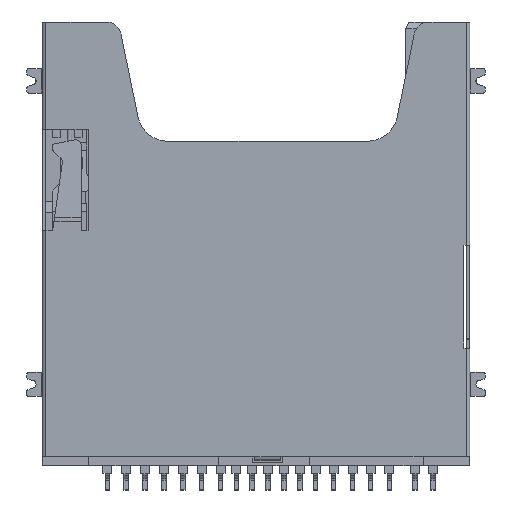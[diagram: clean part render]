
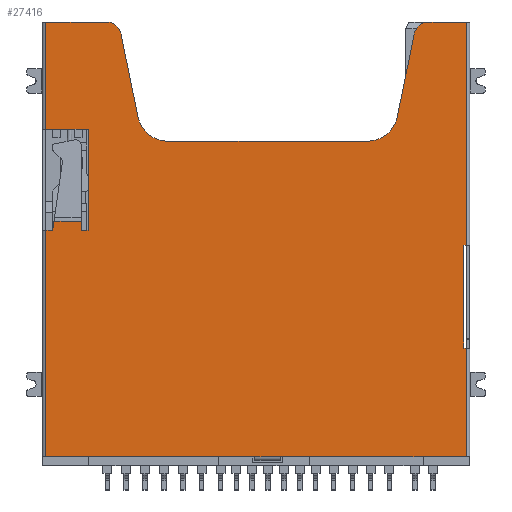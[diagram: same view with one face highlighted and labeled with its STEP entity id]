
A CAD part, top view. The second image highlights one B-rep face of the part: STEP entity #27416.
In plain terms, the highlighted planar face has unit normal (0, 0, 1).
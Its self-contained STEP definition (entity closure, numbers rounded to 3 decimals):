
#396=CIRCLE('',#30637,1.);
#397=CIRCLE('',#30638,2.);
#398=CIRCLE('',#30639,2.);
#399=CIRCLE('',#30640,1.);
#8003=ORIENTED_EDGE('',*,*,#12371,.T.);
#8004=ORIENTED_EDGE('',*,*,#12372,.T.);
#8005=ORIENTED_EDGE('',*,*,#12373,.T.);
#8006=ORIENTED_EDGE('',*,*,#12357,.F.);
#8007=ORIENTED_EDGE('',*,*,#12374,.T.);
#8008=ORIENTED_EDGE('',*,*,#12363,.F.);
#8009=ORIENTED_EDGE('',*,*,#12375,.T.);
#8010=ORIENTED_EDGE('',*,*,#12376,.F.);
#8011=ORIENTED_EDGE('',*,*,#12377,.F.);
#8012=ORIENTED_EDGE('',*,*,#12378,.T.);
#8013=ORIENTED_EDGE('',*,*,#12379,.T.);
#8014=ORIENTED_EDGE('',*,*,#12380,.F.);
#8015=ORIENTED_EDGE('',*,*,#12381,.T.);
#8016=ORIENTED_EDGE('',*,*,#12382,.T.);
#8017=ORIENTED_EDGE('',*,*,#12383,.T.);
#8018=ORIENTED_EDGE('',*,*,#12384,.T.);
#8019=ORIENTED_EDGE('',*,*,#12385,.T.);
#8020=ORIENTED_EDGE('',*,*,#12386,.T.);
#8021=ORIENTED_EDGE('',*,*,#12387,.T.);
#8022=ORIENTED_EDGE('',*,*,#12388,.F.);
#8023=ORIENTED_EDGE('',*,*,#12389,.T.);
#8024=ORIENTED_EDGE('',*,*,#12390,.T.);
#8025=ORIENTED_EDGE('',*,*,#12391,.T.);
#8026=ORIENTED_EDGE('',*,*,#12392,.T.);
#8027=ORIENTED_EDGE('',*,*,#12393,.T.);
#8028=ORIENTED_EDGE('',*,*,#12394,.T.);
#12357=EDGE_CURVE('',#15067,#15068,#18294,.T.);
#12363=EDGE_CURVE('',#15073,#15074,#18298,.T.);
#12371=EDGE_CURVE('',#15081,#15082,#18304,.T.);
#12372=EDGE_CURVE('',#15082,#15083,#18305,.T.);
#12373=EDGE_CURVE('',#15083,#15068,#18306,.T.);
#12374=EDGE_CURVE('',#15067,#15074,#18307,.T.);
#12375=EDGE_CURVE('',#15073,#15084,#18308,.T.);
#12376=EDGE_CURVE('',#15085,#15084,#18309,.T.);
#12377=EDGE_CURVE('',#15086,#15085,#18310,.T.);
#12378=EDGE_CURVE('',#15086,#15087,#18311,.T.);
#12379=EDGE_CURVE('',#15087,#15088,#18312,.T.);
#12380=EDGE_CURVE('',#15089,#15088,#18313,.T.);
#12381=EDGE_CURVE('',#15089,#15090,#396,.F.);
#12382=EDGE_CURVE('',#15090,#15091,#18314,.T.);
#12383=EDGE_CURVE('',#15091,#15092,#397,.T.);
#12384=EDGE_CURVE('',#15092,#15093,#18315,.T.);
#12385=EDGE_CURVE('',#15093,#15094,#398,.T.);
#12386=EDGE_CURVE('',#15094,#15095,#18316,.T.);
#12387=EDGE_CURVE('',#15095,#15096,#399,.F.);
#12388=EDGE_CURVE('',#15097,#15096,#18317,.T.);
#12389=EDGE_CURVE('',#15097,#15098,#18318,.T.);
#12390=EDGE_CURVE('',#15098,#15099,#18319,.T.);
#12391=EDGE_CURVE('',#15099,#15100,#18320,.T.);
#12392=EDGE_CURVE('',#15100,#15101,#18321,.T.);
#12393=EDGE_CURVE('',#15101,#15102,#18322,.T.);
#12394=EDGE_CURVE('',#15102,#15081,#18323,.T.);
#15067=VERTEX_POINT('',#49700);
#15068=VERTEX_POINT('',#49702);
#15073=VERTEX_POINT('',#49714);
#15074=VERTEX_POINT('',#49715);
#15081=VERTEX_POINT('',#49731);
#15082=VERTEX_POINT('',#49732);
#15083=VERTEX_POINT('',#49734);
#15084=VERTEX_POINT('',#49738);
#15085=VERTEX_POINT('',#49740);
#15086=VERTEX_POINT('',#49742);
#15087=VERTEX_POINT('',#49744);
#15088=VERTEX_POINT('',#49746);
#15089=VERTEX_POINT('',#49748);
#15090=VERTEX_POINT('',#49750);
#15091=VERTEX_POINT('',#49752);
#15092=VERTEX_POINT('',#49754);
#15093=VERTEX_POINT('',#49756);
#15094=VERTEX_POINT('',#49758);
#15095=VERTEX_POINT('',#49760);
#15096=VERTEX_POINT('',#49762);
#15097=VERTEX_POINT('',#49764);
#15098=VERTEX_POINT('',#49766);
#15099=VERTEX_POINT('',#49768);
#15100=VERTEX_POINT('',#49770);
#15101=VERTEX_POINT('',#49772);
#15102=VERTEX_POINT('',#49774);
#18294=LINE('',#49701,#21576);
#18298=LINE('',#49713,#21580);
#18304=LINE('',#49730,#21586);
#18305=LINE('',#49733,#21587);
#18306=LINE('',#49735,#21588);
#18307=LINE('',#49736,#21589);
#18308=LINE('',#49737,#21590);
#18309=LINE('',#49739,#21591);
#18310=LINE('',#49741,#21592);
#18311=LINE('',#49743,#21593);
#18312=LINE('',#49745,#21594);
#18313=LINE('',#49747,#21595);
#18314=LINE('',#49751,#21596);
#18315=LINE('',#49755,#21597);
#18316=LINE('',#49759,#21598);
#18317=LINE('',#49763,#21599);
#18318=LINE('',#49765,#21600);
#18319=LINE('',#49767,#21601);
#18320=LINE('',#49769,#21602);
#18321=LINE('',#49771,#21603);
#18322=LINE('',#49773,#21604);
#18323=LINE('',#49775,#21605);
#21576=VECTOR('',#37424,1000.);
#21580=VECTOR('',#37434,1000.);
#21586=VECTOR('',#37446,1000.);
#21587=VECTOR('',#37447,1000.);
#21588=VECTOR('',#37448,1000.);
#21589=VECTOR('',#37449,1000.);
#21590=VECTOR('',#37450,1000.);
#21591=VECTOR('',#37451,1000.);
#21592=VECTOR('',#37452,1000.);
#21593=VECTOR('',#37453,1000.);
#21594=VECTOR('',#37454,1000.);
#21595=VECTOR('',#37455,1000.);
#21596=VECTOR('',#37458,1000.);
#21597=VECTOR('',#37461,1000.);
#21598=VECTOR('',#37464,1000.);
#21599=VECTOR('',#37467,1000.);
#21600=VECTOR('',#37468,1000.);
#21601=VECTOR('',#37469,1000.);
#21602=VECTOR('',#37470,1000.);
#21603=VECTOR('',#37471,1000.);
#21604=VECTOR('',#37472,1000.);
#21605=VECTOR('',#37473,1000.);
#23329=EDGE_LOOP('',(#8003,#8004,#8005,#8006,#8007,#8008,#8009,#8010,#8011,
#8012,#8013,#8014,#8015,#8016,#8017,#8018,#8019,#8020,#8021,#8022,#8023,
#8024,#8025,#8026,#8027,#8028));
#24896=FACE_BOUND('',#23329,.T.);
#26051=PLANE('',#30636);
#27416=ADVANCED_FACE('',(#24896),#26051,.F.);
#30636=AXIS2_PLACEMENT_3D('',#49729,#37444,#37445);
#30637=AXIS2_PLACEMENT_3D('',#49749,#37456,#37457);
#30638=AXIS2_PLACEMENT_3D('',#49753,#37459,#37460);
#30639=AXIS2_PLACEMENT_3D('',#49757,#37462,#37463);
#30640=AXIS2_PLACEMENT_3D('',#49761,#37465,#37466);
#37424=DIRECTION('',(1.,0.,0.));
#37434=DIRECTION('',(1.,0.,0.));
#37444=DIRECTION('',(0.,0.,-1.));
#37445=DIRECTION('',(-1.,0.,0.));
#37446=DIRECTION('',(0.143,0.99,0.));
#37447=DIRECTION('',(1.,0.,0.));
#37448=DIRECTION('',(0.,1.,0.));
#37449=DIRECTION('',(-1.,0.,0.));
#37450=DIRECTION('',(0.,-1.,0.));
#37451=DIRECTION('',(-1.,0.,0.));
#37452=DIRECTION('',(0.,1.,0.));
#37453=DIRECTION('',(-1.,0.,0.));
#37454=DIRECTION('',(0.,-1.,0.));
#37455=DIRECTION('',(-1.,0.,0.));
#37456=DIRECTION('',(0.,0.,-1.));
#37457=DIRECTION('',(-1.,0.,0.));
#37458=DIRECTION('',(0.201,0.979,0.));
#37459=DIRECTION('',(0.,0.,-1.));
#37460=DIRECTION('',(-1.,0.,0.));
#37461=DIRECTION('',(1.,0.,0.));
#37462=DIRECTION('',(0.,0.,-1.));
#37463=DIRECTION('',(-1.,0.,0.));
#37464=DIRECTION('',(0.201,-0.979,0.));
#37465=DIRECTION('',(0.,0.,-1.));
#37466=DIRECTION('',(-1.,0.,0.));
#37467=DIRECTION('',(-1.,0.,0.));
#37468=DIRECTION('',(0.,1.,0.));
#37469=DIRECTION('',(-1.,0.,0.));
#37470=DIRECTION('',(0.,1.,0.));
#37471=DIRECTION('',(1.,0.,0.));
#37472=DIRECTION('',(0.,-1.,0.));
#37473=DIRECTION('',(1.,0.,0.));
#49700=CARTESIAN_POINT('',(0.075,14.4,0.2));
#49701=CARTESIAN_POINT('',(-14.175,14.4,0.2));
#49702=CARTESIAN_POINT('',(13.925,14.4,0.2));
#49713=CARTESIAN_POINT('',(-14.175,14.4,0.2));
#49714=CARTESIAN_POINT('',(-13.925,14.4,0.2));
#49715=CARTESIAN_POINT('',(-1.625,14.4,0.2));
#49729=CARTESIAN_POINT('',(0.,0.,0.2));
#49730=CARTESIAN_POINT('',(12.825,-5.1,0.2));
#49731=CARTESIAN_POINT('',(13.388,-1.2,0.2));
#49732=CARTESIAN_POINT('',(13.475,-0.6,0.2));
#49733=CARTESIAN_POINT('',(11.125,-0.6,0.2));
#49734=CARTESIAN_POINT('',(13.925,-0.6,0.2));
#49735=CARTESIAN_POINT('',(13.925,-14.4,0.2));
#49736=CARTESIAN_POINT('',(0.075,14.4,0.2));
#49737=CARTESIAN_POINT('',(-13.925,14.4,0.2));
#49738=CARTESIAN_POINT('',(-13.925,7.2,0.2));
#49739=CARTESIAN_POINT('',(-13.775,7.2,0.2));
#49740=CARTESIAN_POINT('',(-13.775,7.2,0.2));
#49741=CARTESIAN_POINT('',(-13.775,0.4,0.2));
#49742=CARTESIAN_POINT('',(-13.775,0.4,0.2));
#49743=CARTESIAN_POINT('',(-13.775,0.4,0.2));
#49744=CARTESIAN_POINT('',(-13.925,0.4,0.2));
#49745=CARTESIAN_POINT('',(-13.925,14.4,0.2));
#49746=CARTESIAN_POINT('',(-13.925,-14.4,0.2));
#49747=CARTESIAN_POINT('',(14.175,-14.4,0.2));
#49748=CARTESIAN_POINT('',(-11.46,-14.4,0.2));
#49749=CARTESIAN_POINT('',(-11.46,-13.4,0.2));
#49750=CARTESIAN_POINT('',(-10.481,-13.601,0.2));
#49751=CARTESIAN_POINT('',(-10.645,-14.4,0.2));
#49752=CARTESIAN_POINT('',(-9.349,-8.097,0.2));
#49753=CARTESIAN_POINT('',(-7.39,-8.5,0.2));
#49754=CARTESIAN_POINT('',(-7.39,-6.5,0.2));
#49755=CARTESIAN_POINT('',(-9.02,-6.5,0.2));
#49756=CARTESIAN_POINT('',(5.85,-6.5,0.2));
#49757=CARTESIAN_POINT('',(5.85,-8.5,0.2));
#49758=CARTESIAN_POINT('',(7.809,-8.097,0.2));
#49759=CARTESIAN_POINT('',(7.48,-6.5,0.2));
#49760=CARTESIAN_POINT('',(8.941,-13.601,0.2));
#49761=CARTESIAN_POINT('',(9.92,-13.4,0.2));
#49762=CARTESIAN_POINT('',(9.92,-14.4,0.2));
#49763=CARTESIAN_POINT('',(14.175,-14.4,0.2));
#49764=CARTESIAN_POINT('',(13.925,-14.4,0.2));
#49765=CARTESIAN_POINT('',(13.925,-14.4,0.2));
#49766=CARTESIAN_POINT('',(13.925,-7.3,0.2));
#49767=CARTESIAN_POINT('',(14.175,-7.3,0.2));
#49768=CARTESIAN_POINT('',(11.125,-7.3,0.2));
#49769=CARTESIAN_POINT('',(11.125,-7.3,0.2));
#49770=CARTESIAN_POINT('',(11.125,-0.6,0.2));
#49771=CARTESIAN_POINT('',(11.125,-0.6,0.2));
#49772=CARTESIAN_POINT('',(11.575,-0.6,0.2));
#49773=CARTESIAN_POINT('',(11.575,-0.6,0.2));
#49774=CARTESIAN_POINT('',(11.575,-1.2,0.2));
#49775=CARTESIAN_POINT('',(11.575,-1.2,0.2));
